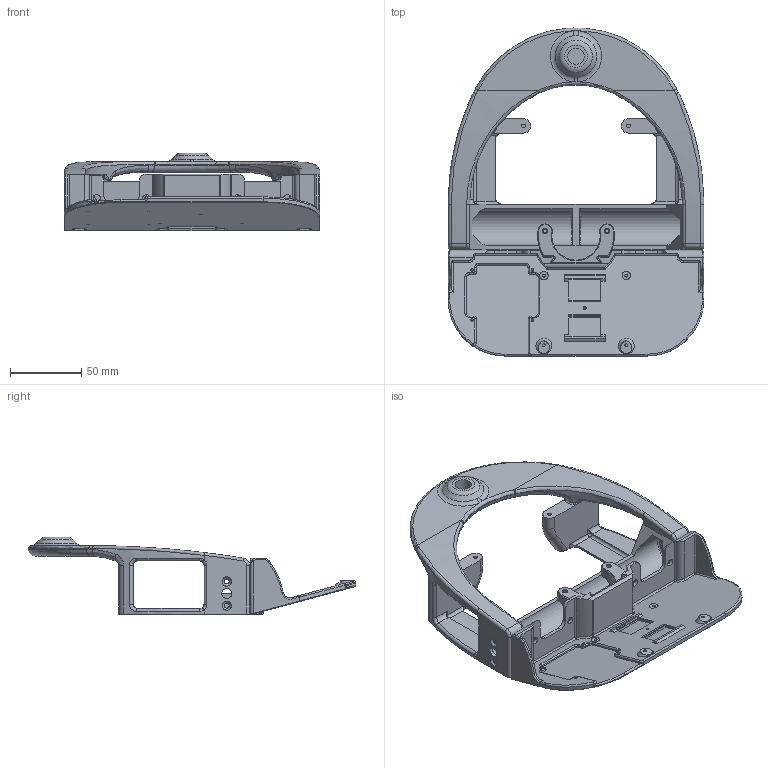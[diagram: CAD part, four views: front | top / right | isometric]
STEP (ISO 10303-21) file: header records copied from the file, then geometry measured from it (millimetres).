
FILE_DESCRIPTION( ( '' ), ' ' );
FILE_NAME( '5bc58ce81f6add142613a75d.step', '2018-10-16T07:02:00', ( '' ), ( '' ), ' ', ' ', ' ' );
FILE_SCHEMA( ( 'AUTOMOTIVE_DESIGN { 1 0 10303 214 1 1 1 1 }' ) );
Length unit declared in the file: metre
Products named in the file (3): Equipment Tray; LIDAR Post; Spine
Bounding box: 180 x 230.95 x 54.75 mm (x, y, z)
Volume: 249619.9 mm3; surface area: 114514.8 mm2
Topology: 3 solids, 3 shells, 606 faces, 1505 edges, 905 vertices
Faces by surface type: plane 226, cylinder 198, bspline 71, torus 53, cone 48, sphere 10
Full cylindrical faces by diameter (mm): 2 x9, 2.65 x4, 3.5 x4, 5 x4, 7 x2, 11.5 x1
Entity records: 31009 total; most frequent: CARTESIAN_POINT 12349, ORIENTED_EDGE 2880, DIRECTION 2835, EDGE_CURVE 1440, AXIS2_PLACEMENT_3D 1071, VERTEX_POINT 886, LINE 693, VECTOR 693
